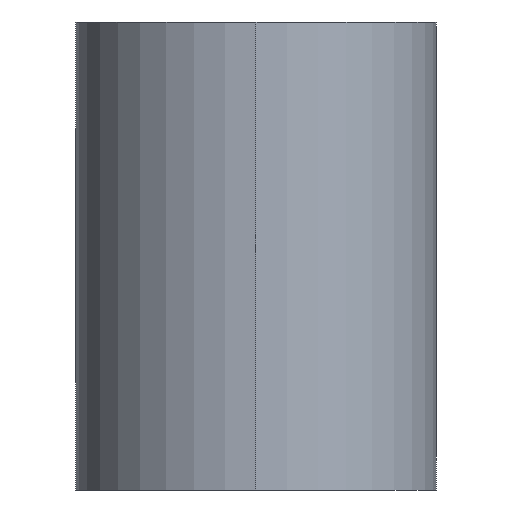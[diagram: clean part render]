
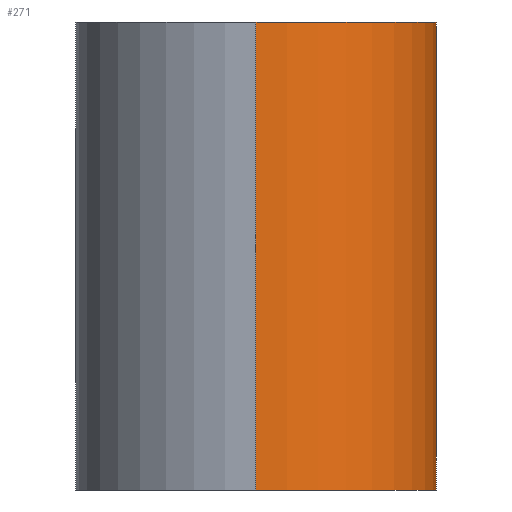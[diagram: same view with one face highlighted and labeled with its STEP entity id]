
A CAD part, left-side view. The second image highlights one B-rep face of the part: STEP entity #271.
In plain terms, the highlighted cylindrical face has radius 5 mm (diameter 10 mm), a partial arc.
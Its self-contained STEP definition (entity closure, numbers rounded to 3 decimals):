
#2 = VERTEX_POINT ( 'NONE', #40 ) ;
#40 = CARTESIAN_POINT ( 'NONE',  ( -5., 0., 0. ) ) ;
#43 = DIRECTION ( 'NONE',  ( 1., 0., 0. ) ) ;
#54 = ORIENTED_EDGE ( 'NONE', *, *, #101, .F. ) ;
#59 = VERTEX_POINT ( 'NONE', #607 ) ;
#101 = EDGE_CURVE ( 'NONE', #483, #504, #1028, .T. ) ;
#110 = CYLINDRICAL_SURFACE ( 'NONE', #676, 5. ) ;
#145 = VECTOR ( 'NONE', #877, 1000. ) ;
#149 = CARTESIAN_POINT ( 'NONE',  ( -5., 0., 13. ) ) ;
#195 = AXIS2_PLACEMENT_3D ( 'NONE', #603, #677, #43 ) ;
#203 = DIRECTION ( 'NONE',  ( 0., 0., -1. ) ) ;
#210 = ORIENTED_EDGE ( 'NONE', *, *, #793, .F. ) ;
#238 = ORIENTED_EDGE ( 'NONE', *, *, #755, .T. ) ;
#271 = ADVANCED_FACE ( 'NONE', ( #495 ), #110, .T. ) ;
#294 = EDGE_LOOP ( 'NONE', ( #210, #238, #1019, #54 ) ) ;
#376 = CIRCLE ( 'NONE', #195, 5. ) ;
#413 = CARTESIAN_POINT ( 'NONE',  ( 0., 0., 0. ) ) ;
#473 = CARTESIAN_POINT ( 'NONE',  ( 0., -5., 0. ) ) ;
#483 = VERTEX_POINT ( 'NONE', #542 ) ;
#495 = FACE_OUTER_BOUND ( 'NONE', #294, .T. ) ;
#504 = VERTEX_POINT ( 'NONE', #473 ) ;
#542 = CARTESIAN_POINT ( 'NONE',  ( 0., -5., 13. ) ) ;
#564 = DIRECTION ( 'NONE',  ( -1., 0., 0. ) ) ;
#603 = CARTESIAN_POINT ( 'NONE',  ( 0., 0., 13. ) ) ;
#607 = CARTESIAN_POINT ( 'NONE',  ( -5., 0., 13. ) ) ;
#643 = VECTOR ( 'NONE', #203, 1000. ) ;
#668 = CARTESIAN_POINT ( 'NONE',  ( 0., 0., 13. ) ) ;
#676 = AXIS2_PLACEMENT_3D ( 'NONE', #668, #747, #564 ) ;
#677 = DIRECTION ( 'NONE',  ( 0., 0., 1. ) ) ;
#734 = DIRECTION ( 'NONE',  ( 1., 0., 0. ) ) ;
#743 = CIRCLE ( 'NONE', #1001, 5. ) ;
#747 = DIRECTION ( 'NONE',  ( 0., 0., -1. ) ) ;
#755 = EDGE_CURVE ( 'NONE', #59, #2, #783, .T. ) ;
#778 = CARTESIAN_POINT ( 'NONE',  ( 0., -5., 13. ) ) ;
#783 = LINE ( 'NONE', #149, #643 ) ;
#793 = EDGE_CURVE ( 'NONE', #59, #483, #376, .T. ) ;
#877 = DIRECTION ( 'NONE',  ( 0., 0., -1. ) ) ;
#884 = EDGE_CURVE ( 'NONE', #2, #504, #743, .T. ) ;
#1001 = AXIS2_PLACEMENT_3D ( 'NONE', #413, #1027, #734 ) ;
#1019 = ORIENTED_EDGE ( 'NONE', *, *, #884, .T. ) ;
#1027 = DIRECTION ( 'NONE',  ( 0., 0., 1. ) ) ;
#1028 = LINE ( 'NONE', #778, #145 ) ;
